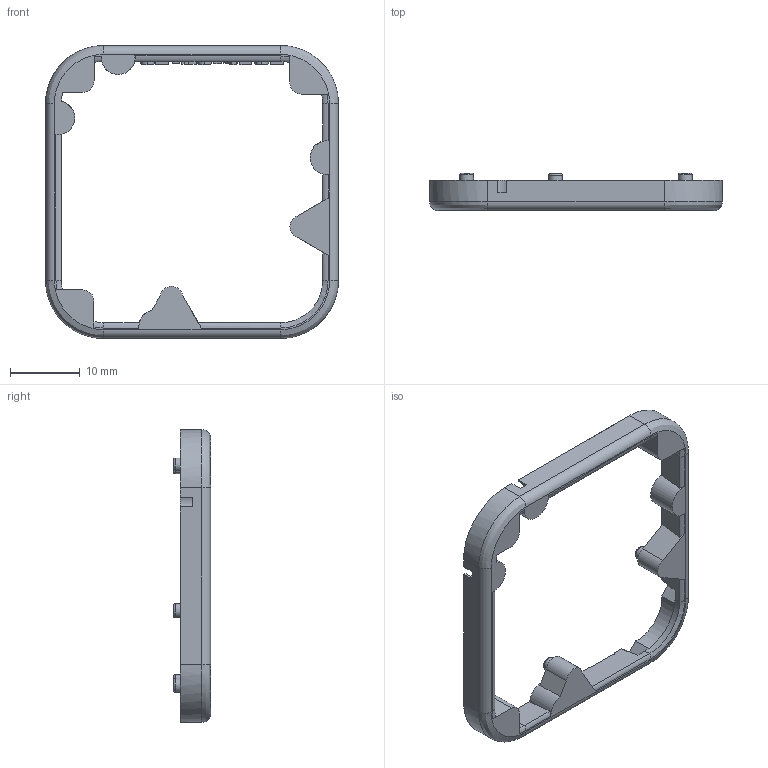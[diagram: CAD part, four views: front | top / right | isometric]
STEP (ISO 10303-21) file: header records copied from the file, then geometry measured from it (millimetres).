
FILE_DESCRIPTION(/* description */ (''),/* implementation_level */ '2;1');
FILE_NAME(/* name */ 'Remote Bottom.stp',/* time_stamp */ '2017-05-05T20:44:11-07:00',/* author */ ('Samuel Clay'),/* organization */ (''),/* preprocessor_version */ 'ST-DEVELOPER v16.1',/* originating_system */ 'Autodesk Inventor 2016',/* authorisation */ '');
FILE_SCHEMA (('AUTOMOTIVE_DESIGN { 1 0 10303 214 3 1 1 }'));
Length unit declared in the file: inch
Products named in the file (1): Remote Bottom
Bounding box: 41.97 x 5.33 x 41.97 mm (x, y, z)
Volume: 1660.5 mm3; surface area: 2274.8 mm2
Topology: 1 solids, 1 shells, 247 faces, 668 edges, 441 vertices
Faces by surface type: plane 133, bspline 75, cylinder 34, torus 5
Full cylindrical faces by diameter (mm): 1.981 x5
Entity records: 10994 total; most frequent: CARTESIAN_POINT 5301, ORIENTED_EDGE 1316, DIRECTION 895, EDGE_CURVE 658, VERTEX_POINT 441, LINE 399, VECTOR 399, EDGE_LOOP 277
